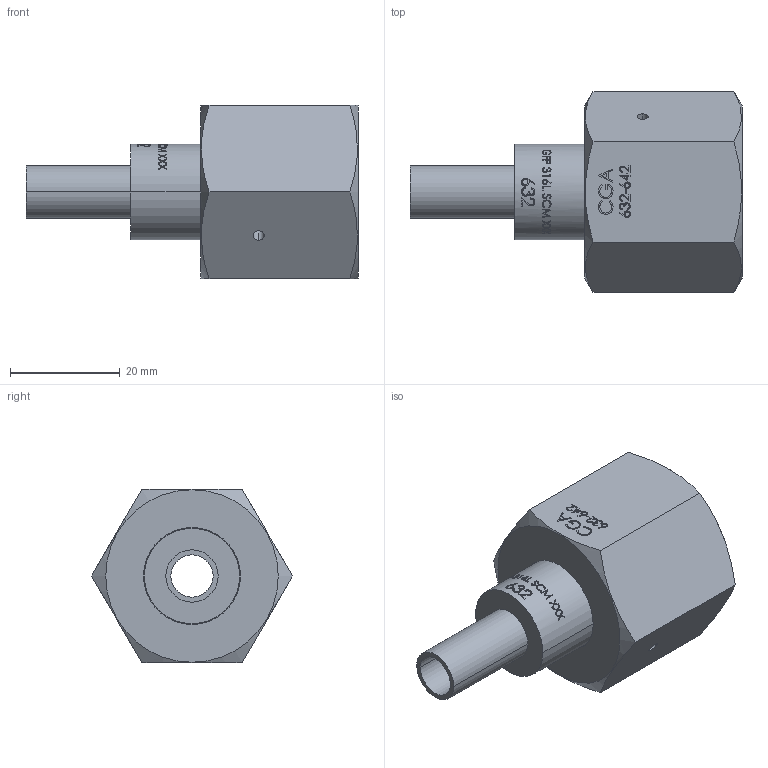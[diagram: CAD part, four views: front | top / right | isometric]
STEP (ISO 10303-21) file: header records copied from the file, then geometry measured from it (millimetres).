
FILE_DESCRIPTION (( 'STEP AP203' ), '1' );
FILE_NAME ('INL-632SS-6TS.STEP', '2025-01-09T19:57:40', ( '' ), ( '' ), 'SwSTEP 2.0', 'SolidWorks 2018', '' );
FILE_SCHEMA (( 'CONFIG_CONTROL_DESIGN' ));
Length unit declared in the file: inch
Products named in the file (1): INL-632SS-6TS
Bounding box: 60.63 x 36.66 x 31.75 mm (x, y, z)
Volume: 21667.9 mm3; surface area: 12077.7 mm2
Topology: 1 solids, 1 shells, 453 faces, 1371 edges, 963 vertices
Faces by surface type: bspline 205, plane 150, cylinder 68, torus 18, cone 12
Entity records: 32876 total; most frequent: CARTESIAN_POINT 22373, ORIENTED_EDGE 2742, EDGE_CURVE 1371, DIRECTION 1253, VERTEX_POINT 963, B_SPLINE_CURVE_WITH_KNOTS 808, EDGE_LOOP 502, FACE_OUTER_BOUND 453
